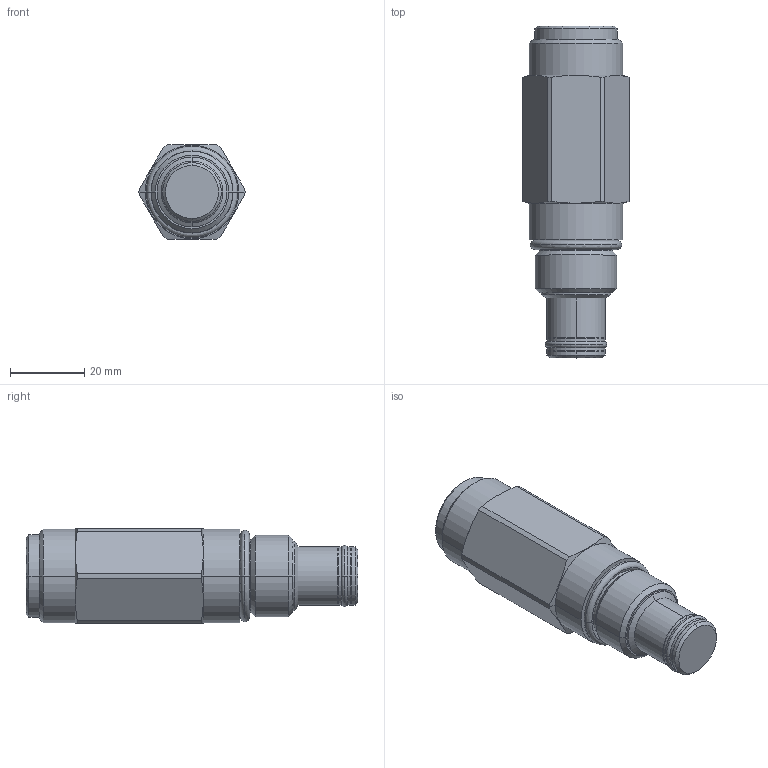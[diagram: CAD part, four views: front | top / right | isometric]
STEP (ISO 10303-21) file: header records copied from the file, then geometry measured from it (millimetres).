
FILE_DESCRIPTION((''),'2;1');
FILE_NAME('PRT0014','2009-03-21T',('JCS'),(''),'PRO/ENGINEER BY PARAMETRIC TECHNOLOGY CORPORATION, 2008510','PRO/ENGINEER BY PARAMETRIC TECHNOLOGY CORPORATION, 2008510','');
FILE_SCHEMA(('CONFIG_CONTROL_DESIGN'));
Length unit declared in the file: inch
Products named in the file (1): PRT0014
Bounding box: 28.57 x 89.43 x 25.4 mm (x, y, z)
Volume: 38709.2 mm3; surface area: 8962.2 mm2
Topology: 3 solids, 3 shells, 105 faces, 230 edges, 133 vertices
Faces by surface type: cylinder 30, plane 27, cone 24, revolution 16, torus 8
Entity records: 3350 total; most frequent: CARTESIAN_POINT 998, DIRECTION 504, ORIENTED_EDGE 456, EDGE_CURVE 228, AXIS2_PLACEMENT_3D 205, VERTEX_POINT 133, CIRCLE 116, EDGE_LOOP 113
